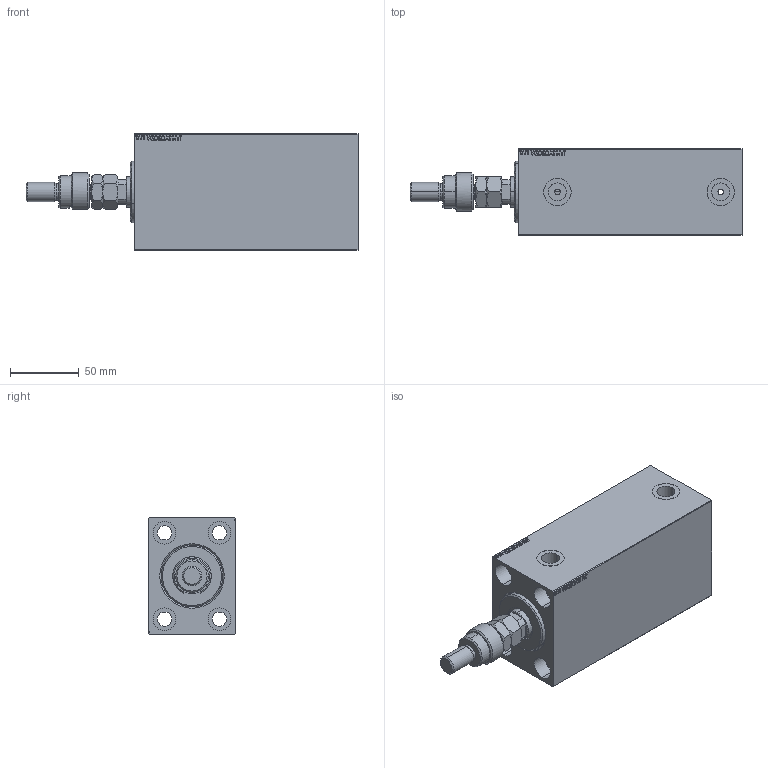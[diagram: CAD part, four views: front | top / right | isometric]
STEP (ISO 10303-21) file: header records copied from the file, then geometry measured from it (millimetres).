
FILE_DESCRIPTION (( 'STEP AP203' ), '1' );
FILE_NAME ('4cbf.STEP', '2022-04-17T09:02:01', ( '' ), ( '' ), 'SwSTEP 2.0', 'SolidWorks 2019', '' );
FILE_SCHEMA (( 'CONFIG_CONTROL_DESIGN' ));
Length unit declared in the file: millimetre
Products named in the file (7): 4cbf; V450CM_C_VCP f086d8cff0c447d3ef54183b239f9d83; FEMALE_PART_FOR_DFA f086d8cff0c447d3ef54183b239f9d83; V450CM_VC_B f086d8cff0c447d3ef54183b239f9d83; DFA f086d8cff0c447d3ef54183b239f9d83; MFA f086d8cff0c447d3ef54183b239f9d83; V450CM_C_Body f086d8cff0c447d3ef54183b239f9d83
Assembly tree (6 placements, depth 3):
  4cbf
    V450CM_C_Body f086d8cff0c447d3ef54183b239f9d83
    V450CM_C_VCP f086d8cff0c447d3ef54183b239f9d83
    V450CM_VC_B f086d8cff0c447d3ef54183b239f9d83
    DFA f086d8cff0c447d3ef54183b239f9d83
      FEMALE_PART_FOR_DFA f086d8cff0c447d3ef54183b239f9d83
      MFA f086d8cff0c447d3ef54183b239f9d83
Bounding box: 242 x 63 x 85 mm (x, y, z)
Volume: 736075.2 mm3; surface area: 127560.4 mm2
Topology: 5 solids, 5 shells, 961 faces, 2422 edges, 1589 vertices
Faces by surface type: plane 440, bspline 380, cylinder 83, cone 54, torus 4
Entity records: 47229 total; most frequent: CARTESIAN_POINT 25934, ORIENTED_EDGE 4840, DIRECTION 2998, EDGE_CURVE 2420, VERTEX_POINT 1589, VECTOR 1372, LINE 1372, EDGE_LOOP 1097
